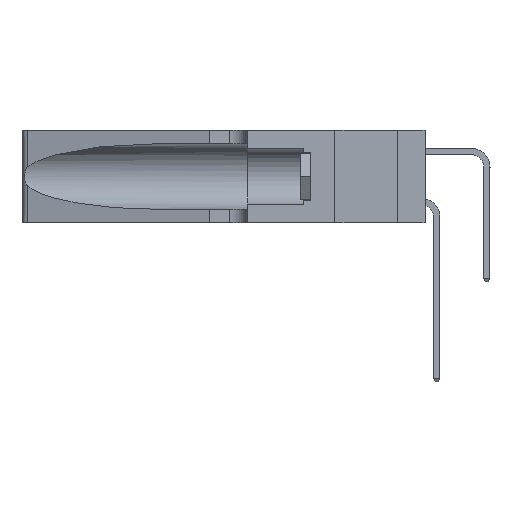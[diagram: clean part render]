
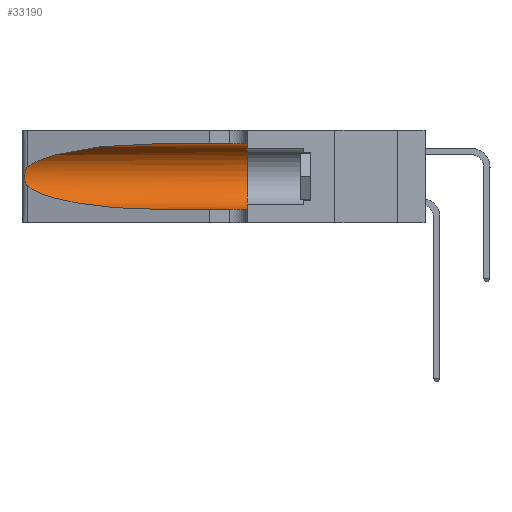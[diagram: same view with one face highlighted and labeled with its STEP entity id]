
A CAD part, left-side view. The second image highlights one B-rep face of the part: STEP entity #33190.
In plain terms, the highlighted cylindrical face has radius 3.308 mm (diameter 6.617 mm), a partial arc.
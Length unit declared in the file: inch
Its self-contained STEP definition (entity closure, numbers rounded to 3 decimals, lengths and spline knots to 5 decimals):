
#735 = CARTESIAN_POINT ( 'NONE',  ( 0.26018, 1.23835, 0.19895 ) ) ;
#800 = AXIS2_PLACEMENT_3D ( 'NONE', #17832, #35315, #12173 ) ;
#1116 = CARTESIAN_POINT ( 'NONE',  ( 0.25854, 1.2359, 0.20912 ) ) ;
#2963 = VERTEX_POINT ( 'NONE', #20399 ) ;
#3481 =( BOUNDED_CURVE ( )  B_SPLINE_CURVE ( 3, ( #31552, #34366, #14109, #22763 ),
 .UNSPECIFIED., .F., .T. ) 
 B_SPLINE_CURVE_WITH_KNOTS ( ( 4, 4 ),
 ( 3.44316, 4.71239 ),
 .UNSPECIFIED. ) 
 CURVE ( )  GEOMETRIC_REPRESENTATION_ITEM ( )  RATIONAL_B_SPLINE_CURVE ( ( 1., 0.87, 0.87, 1. ) ) 
 REPRESENTATION_ITEM ( '' )  );
#3644 = CARTESIAN_POINT ( 'NONE',  ( 0.26017, 1.23833, 0.17102 ) ) ;
#3896 = CARTESIAN_POINT ( 'NONE',  ( 0.25487, 1.22718, 0.22369 ) ) ;
#3989 = VERTEX_POINT ( 'NONE', #16377 ) ;
#4018 = CARTESIAN_POINT ( 'NONE',  ( 0.25555, 1.22994, 0.2215 ) ) ;
#4971 = DIRECTION ( 'NONE',  ( 0., 0., -1. ) ) ;
#5126 = EDGE_CURVE ( 'NONE', #2963, #26013, #28965, .T. ) ;
#7437 = ORIENTED_EDGE ( 'NONE', *, *, #10136, .T. ) ;
#10136 = EDGE_CURVE ( 'NONE', #3989, #27221, #12949, .T. ) ;
#10320 = VERTEX_POINT ( 'NONE', #13443 ) ;
#10754 = CARTESIAN_POINT ( 'NONE',  ( 0.1305, 0.72297, 0.31525 ) ) ;
#12097 = ORIENTED_EDGE ( 'NONE', *, *, #12481, .T. ) ;
#12173 = DIRECTION ( 'NONE',  ( 0., 0., 1. ) ) ;
#12460 = CARTESIAN_POINT ( 'NONE',  ( 0.25639, 1.23186, 0.15144 ) ) ;
#12481 = EDGE_CURVE ( 'NONE', #16501, #3989, #24822, .T. ) ;
#12949 = B_SPLINE_CURVE_WITH_KNOTS ( 'NONE', 3,
 ( #3896, #4018, #17991, #29868, #1116, #735, #20926, #24262, #3644, #27028, #23883, #12460, #15613, #18504 ),
 .UNSPECIFIED., .F., .F.,
 ( 4, 2, 2, 2, 2, 2, 4 ),
 ( 0., 0.00027, 0.00053, 0.00107, 0.0016, 0.00187, 0.00214 ),
 .UNSPECIFIED. ) ;
#13022 = ORIENTED_EDGE ( 'NONE', *, *, #18635, .F. ) ;
#13443 = CARTESIAN_POINT ( 'NONE',  ( 0.1305, 0.35, 0.31525 ) ) ;
#14109 = CARTESIAN_POINT ( 'NONE',  ( 0.18966, 0.96281, 0.05475 ) ) ;
#14395 = CARTESIAN_POINT ( 'NONE',  ( 0.1305, 0.72297, 0.31525 ) ) ;
#15613 = CARTESIAN_POINT ( 'NONE',  ( 0.25555, 1.22993, 0.14849 ) ) ;
#16377 = CARTESIAN_POINT ( 'NONE',  ( 0.25487, 1.22718, 0.22369 ) ) ;
#16501 = VERTEX_POINT ( 'NONE', #14395 ) ;
#17832 = CARTESIAN_POINT ( 'NONE',  ( 0.1305, 0.35, 0.185 ) ) ;
#17957 = EDGE_CURVE ( 'NONE', #27221, #2963, #3481, .T. ) ;
#17991 = CARTESIAN_POINT ( 'NONE',  ( 0.25639, 1.23184, 0.21858 ) ) ;
#18504 = CARTESIAN_POINT ( 'NONE',  ( 0.25487, 1.22718, 0.14631 ) ) ;
#18635 = EDGE_CURVE ( 'NONE', #16501, #10320, #24534, .T. ) ;
#20399 = CARTESIAN_POINT ( 'NONE',  ( 0.1305, 0.72297, 0.05475 ) ) ;
#20823 = CARTESIAN_POINT ( 'NONE',  ( 0.2373, 1.15595, 0.28018 ) ) ;
#20926 = CARTESIAN_POINT ( 'NONE',  ( 0.26075, 1.23896, 0.19203 ) ) ;
#22129 = VECTOR ( 'NONE', #28694, 39.37008 ) ;
#22412 = CARTESIAN_POINT ( 'NONE',  ( 0.1305, 1.61858, 0.185 ) ) ;
#22763 = CARTESIAN_POINT ( 'NONE',  ( 0.1305, 0.72297, 0.05475 ) ) ;
#23470 = AXIS2_PLACEMENT_3D ( 'NONE', #22412, #25205, #4971 ) ;
#23778 = CARTESIAN_POINT ( 'NONE',  ( 0.25487, 1.22718, 0.22369 ) ) ;
#23883 = CARTESIAN_POINT ( 'NONE',  ( 0.25789, 1.23486, 0.15765 ) ) ;
#24262 = CARTESIAN_POINT ( 'NONE',  ( 0.26075, 1.23896, 0.178 ) ) ;
#24534 = LINE ( 'NONE', #35596, #26306 ) ;
#24560 = CARTESIAN_POINT ( 'NONE',  ( 0.18966, 0.96281, 0.31525 ) ) ;
#24822 =( BOUNDED_CURVE ( )  B_SPLINE_CURVE ( 3, ( #10754, #24560, #20823, #23778 ),
 .UNSPECIFIED., .F., .T. ) 
 B_SPLINE_CURVE_WITH_KNOTS ( ( 4, 4 ),
 ( 1.5708, 2.84003 ),
 .UNSPECIFIED. ) 
 CURVE ( )  GEOMETRIC_REPRESENTATION_ITEM ( )  RATIONAL_B_SPLINE_CURVE ( ( 1., 0.87, 0.87, 1. ) ) 
 REPRESENTATION_ITEM ( '' )  );
#25063 = FACE_OUTER_BOUND ( 'NONE', #35845, .T. ) ;
#25205 = DIRECTION ( 'NONE',  ( 0., -1., 0. ) ) ;
#26013 = VERTEX_POINT ( 'NONE', #26840 ) ;
#26306 = VECTOR ( 'NONE', #32520, 39.37008 ) ;
#26840 = CARTESIAN_POINT ( 'NONE',  ( 0.1305, 0.35, 0.05475 ) ) ;
#27028 = CARTESIAN_POINT ( 'NONE',  ( 0.25856, 1.23593, 0.16098 ) ) ;
#27038 = CARTESIAN_POINT ( 'NONE',  ( 0.1305, 1.61858, 0.05475 ) ) ;
#27167 = CARTESIAN_POINT ( 'NONE',  ( 0.25487, 1.22718, 0.14631 ) ) ;
#27221 = VERTEX_POINT ( 'NONE', #27167 ) ;
#27805 = EDGE_CURVE ( 'NONE', #10320, #26013, #36971, .T. ) ;
#28694 = DIRECTION ( 'NONE',  ( 0., -1., 0. ) ) ;
#28965 = LINE ( 'NONE', #27038, #22129 ) ;
#29868 = CARTESIAN_POINT ( 'NONE',  ( 0.25787, 1.23484, 0.2124 ) ) ;
#30776 = ORIENTED_EDGE ( 'NONE', *, *, #27805, .F. ) ;
#31455 = CYLINDRICAL_SURFACE ( 'NONE', #23470, 0.13025 ) ;
#31552 = CARTESIAN_POINT ( 'NONE',  ( 0.25487, 1.22718, 0.14631 ) ) ;
#32520 = DIRECTION ( 'NONE',  ( 0., -1., 0. ) ) ;
#33190 = ADVANCED_FACE ( 'NONE', ( #25063 ), #31455, .F. ) ;
#34132 = ORIENTED_EDGE ( 'NONE', *, *, #17957, .T. ) ;
#34366 = CARTESIAN_POINT ( 'NONE',  ( 0.2373, 1.15595, 0.08982 ) ) ;
#35315 = DIRECTION ( 'NONE',  ( 0., 1., 0. ) ) ;
#35332 = ORIENTED_EDGE ( 'NONE', *, *, #5126, .T. ) ;
#35596 = CARTESIAN_POINT ( 'NONE',  ( 0.1305, 1.61858, 0.31525 ) ) ;
#35845 = EDGE_LOOP ( 'NONE', ( #12097, #7437, #34132, #35332, #30776, #13022 ) ) ;
#36971 = CIRCLE ( 'NONE', #800, 0.13025 ) ;
